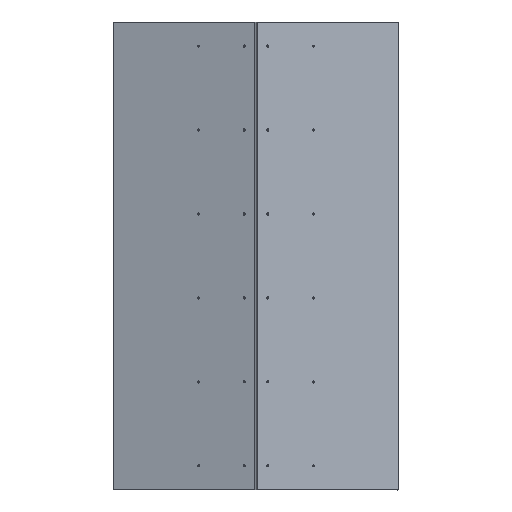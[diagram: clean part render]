
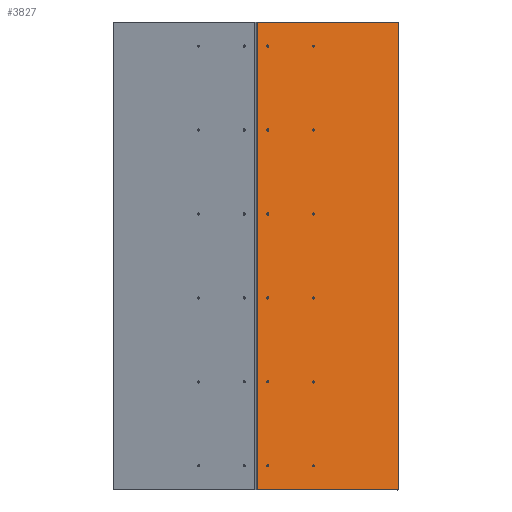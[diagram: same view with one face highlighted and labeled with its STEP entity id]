
A CAD part, top view. The second image highlights one B-rep face of the part: STEP entity #3827.
In plain terms, the highlighted face is planar.
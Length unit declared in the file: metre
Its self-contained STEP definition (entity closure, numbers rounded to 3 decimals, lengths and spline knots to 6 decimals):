
#880=CIRCLE('',#4354,0.001191);
#881=CIRCLE('',#4355,0.001191);
#882=CIRCLE('',#4356,0.001191);
#883=CIRCLE('',#4357,0.001191);
#884=CIRCLE('',#4358,0.001191);
#885=CIRCLE('',#4359,0.001191);
#886=CIRCLE('',#4360,0.001191);
#887=CIRCLE('',#4361,0.001191);
#888=CIRCLE('',#4362,0.001191);
#889=CIRCLE('',#4363,0.001191);
#890=CIRCLE('',#4364,0.001191);
#891=CIRCLE('',#4365,0.001191);
#1636=ORIENTED_EDGE('',*,*,#2069,.T.);
#1637=ORIENTED_EDGE('',*,*,#2070,.T.);
#1638=ORIENTED_EDGE('',*,*,#2071,.T.);
#1639=ORIENTED_EDGE('',*,*,#2072,.T.);
#1640=ORIENTED_EDGE('',*,*,#2073,.T.);
#1641=ORIENTED_EDGE('',*,*,#2074,.T.);
#1642=ORIENTED_EDGE('',*,*,#2075,.T.);
#1643=ORIENTED_EDGE('',*,*,#2076,.T.);
#1644=ORIENTED_EDGE('',*,*,#2077,.T.);
#1645=ORIENTED_EDGE('',*,*,#2078,.T.);
#1646=ORIENTED_EDGE('',*,*,#2079,.T.);
#1647=ORIENTED_EDGE('',*,*,#2080,.T.);
#1648=ORIENTED_EDGE('',*,*,#2081,.T.);
#1649=ORIENTED_EDGE('',*,*,#2068,.F.);
#1650=ORIENTED_EDGE('',*,*,#2082,.F.);
#1651=ORIENTED_EDGE('',*,*,#2083,.T.);
#2068=EDGE_CURVE('',#2394,#2393,#2623,.T.);
#2069=EDGE_CURVE('',#2395,#2395,#880,.T.);
#2070=EDGE_CURVE('',#2396,#2396,#881,.T.);
#2071=EDGE_CURVE('',#2397,#2397,#882,.T.);
#2072=EDGE_CURVE('',#2398,#2398,#883,.T.);
#2073=EDGE_CURVE('',#2399,#2399,#884,.T.);
#2074=EDGE_CURVE('',#2400,#2400,#885,.T.);
#2075=EDGE_CURVE('',#2401,#2401,#886,.T.);
#2076=EDGE_CURVE('',#2402,#2402,#887,.T.);
#2077=EDGE_CURVE('',#2403,#2403,#888,.T.);
#2078=EDGE_CURVE('',#2404,#2404,#889,.T.);
#2079=EDGE_CURVE('',#2405,#2405,#890,.T.);
#2080=EDGE_CURVE('',#2406,#2406,#891,.T.);
#2081=EDGE_CURVE('',#2407,#2393,#2624,.T.);
#2082=EDGE_CURVE('',#2408,#2394,#2625,.T.);
#2083=EDGE_CURVE('',#2408,#2407,#2626,.T.);
#2393=VERTEX_POINT('',#6617);
#2394=VERTEX_POINT('',#6619);
#2395=VERTEX_POINT('',#6623);
#2396=VERTEX_POINT('',#6625);
#2397=VERTEX_POINT('',#6627);
#2398=VERTEX_POINT('',#6629);
#2399=VERTEX_POINT('',#6631);
#2400=VERTEX_POINT('',#6633);
#2401=VERTEX_POINT('',#6635);
#2402=VERTEX_POINT('',#6637);
#2403=VERTEX_POINT('',#6639);
#2404=VERTEX_POINT('',#6641);
#2405=VERTEX_POINT('',#6643);
#2406=VERTEX_POINT('',#6645);
#2407=VERTEX_POINT('',#6647);
#2408=VERTEX_POINT('',#6649);
#2623=LINE('',#6620,#2843);
#2624=LINE('',#6646,#2844);
#2625=LINE('',#6648,#2845);
#2626=LINE('',#6650,#2846);
#2843=VECTOR('',#5499,1.);
#2844=VECTOR('',#5526,1.);
#2845=VECTOR('',#5527,1.);
#2846=VECTOR('',#5528,1.);
#3163=EDGE_LOOP('',(#1636));
#3164=EDGE_LOOP('',(#1637));
#3165=EDGE_LOOP('',(#1638));
#3166=EDGE_LOOP('',(#1639));
#3167=EDGE_LOOP('',(#1640));
#3168=EDGE_LOOP('',(#1641));
#3169=EDGE_LOOP('',(#1642));
#3170=EDGE_LOOP('',(#1643));
#3171=EDGE_LOOP('',(#1644));
#3172=EDGE_LOOP('',(#1645));
#3173=EDGE_LOOP('',(#1646));
#3174=EDGE_LOOP('',(#1647));
#3175=EDGE_LOOP('',(#1648,#1649,#1650,#1651));
#3534=FACE_BOUND('',#3163,.T.);
#3535=FACE_BOUND('',#3164,.T.);
#3536=FACE_BOUND('',#3165,.T.);
#3537=FACE_BOUND('',#3166,.T.);
#3538=FACE_BOUND('',#3167,.T.);
#3539=FACE_BOUND('',#3168,.T.);
#3540=FACE_BOUND('',#3169,.T.);
#3541=FACE_BOUND('',#3170,.T.);
#3542=FACE_BOUND('',#3171,.T.);
#3543=FACE_BOUND('',#3172,.T.);
#3544=FACE_BOUND('',#3173,.T.);
#3545=FACE_BOUND('',#3174,.T.);
#3546=FACE_BOUND('',#3175,.T.);
#3652=PLANE('',#4353);
#3827=ADVANCED_FACE('',(#3534,#3535,#3536,#3537,#3538,#3539,#3540,#3541,
#3542,#3543,#3544,#3545,#3546),#3652,.F.);
#4353=AXIS2_PLACEMENT_3D('',#6621,#5500,#5501);
#4354=AXIS2_PLACEMENT_3D('',#6622,#5502,#5503);
#4355=AXIS2_PLACEMENT_3D('',#6624,#5504,#5505);
#4356=AXIS2_PLACEMENT_3D('',#6626,#5506,#5507);
#4357=AXIS2_PLACEMENT_3D('',#6628,#5508,#5509);
#4358=AXIS2_PLACEMENT_3D('',#6630,#5510,#5511);
#4359=AXIS2_PLACEMENT_3D('',#6632,#5512,#5513);
#4360=AXIS2_PLACEMENT_3D('',#6634,#5514,#5515);
#4361=AXIS2_PLACEMENT_3D('',#6636,#5516,#5517);
#4362=AXIS2_PLACEMENT_3D('',#6638,#5518,#5519);
#4363=AXIS2_PLACEMENT_3D('',#6640,#5520,#5521);
#4364=AXIS2_PLACEMENT_3D('',#6642,#5522,#5523);
#4365=AXIS2_PLACEMENT_3D('',#6644,#5524,#5525);
#5499=DIRECTION('',(0.,-1.,0.));
#5500=DIRECTION('',(0.259,0.,-0.966));
#5501=DIRECTION('',(-0.966,0.,-0.259));
#5502=DIRECTION('',(0.259,0.,-0.966));
#5503=DIRECTION('',(-0.966,0.,-0.259));
#5504=DIRECTION('',(0.259,0.,-0.966));
#5505=DIRECTION('',(-0.966,0.,-0.259));
#5506=DIRECTION('',(0.259,0.,-0.966));
#5507=DIRECTION('',(-0.966,0.,-0.259));
#5508=DIRECTION('',(0.259,0.,-0.966));
#5509=DIRECTION('',(-0.966,0.,-0.259));
#5510=DIRECTION('',(0.259,0.,-0.966));
#5511=DIRECTION('',(-0.966,0.,-0.259));
#5512=DIRECTION('',(0.259,0.,-0.966));
#5513=DIRECTION('',(-0.966,0.,-0.259));
#5514=DIRECTION('',(0.259,0.,-0.966));
#5515=DIRECTION('',(-0.966,0.,-0.259));
#5516=DIRECTION('',(0.259,0.,-0.966));
#5517=DIRECTION('',(-0.966,0.,-0.259));
#5518=DIRECTION('',(0.259,0.,-0.966));
#5519=DIRECTION('',(-0.966,0.,-0.259));
#5520=DIRECTION('',(0.259,0.,-0.966));
#5521=DIRECTION('',(-0.966,0.,-0.259));
#5522=DIRECTION('',(0.259,0.,-0.966));
#5523=DIRECTION('',(-0.966,0.,-0.259));
#5524=DIRECTION('',(0.259,0.,-0.966));
#5525=DIRECTION('',(-0.966,0.,-0.259));
#5526=DIRECTION('',(0.966,0.,0.259));
#5527=DIRECTION('',(0.966,0.,0.259));
#5528=DIRECTION('',(0.,-1.,0.));
#6617=CARTESIAN_POINT('',(-3.648981,0.594075,0.165423));
#6619=CARTESIAN_POINT('',(-3.648981,2.448275,0.165423));
#6620=CARTESIAN_POINT('',(-3.648981,2.448275,0.165423));
#6621=CARTESIAN_POINT('',(-3.928849,2.448275,0.090433));
#6622=CARTESIAN_POINT('',(-3.872704,0.689325,0.105477));
#6623=CARTESIAN_POINT('',(-3.873854,0.689325,0.105169));
#6624=CARTESIAN_POINT('',(-3.872704,1.022065,0.105477));
#6625=CARTESIAN_POINT('',(-3.873854,1.022065,0.105169));
#6626=CARTESIAN_POINT('',(-3.872704,1.354805,0.105477));
#6627=CARTESIAN_POINT('',(-3.873854,1.354805,0.105169));
#6628=CARTESIAN_POINT('',(-3.872704,1.687545,0.105477));
#6629=CARTESIAN_POINT('',(-3.873854,1.687545,0.105169));
#6630=CARTESIAN_POINT('',(-3.872704,2.020285,0.105477));
#6631=CARTESIAN_POINT('',(-3.873854,2.020285,0.105169));
#6632=CARTESIAN_POINT('',(-3.872704,2.353025,0.105477));
#6633=CARTESIAN_POINT('',(-3.873854,2.353025,0.105169));
#6634=CARTESIAN_POINT('',(-3.691762,0.689325,0.15396));
#6635=CARTESIAN_POINT('',(-3.692912,0.689325,0.153652));
#6636=CARTESIAN_POINT('',(-3.691762,1.022065,0.15396));
#6637=CARTESIAN_POINT('',(-3.692912,1.022065,0.153652));
#6638=CARTESIAN_POINT('',(-3.691762,1.354805,0.15396));
#6639=CARTESIAN_POINT('',(-3.692912,1.354805,0.153652));
#6640=CARTESIAN_POINT('',(-3.691762,1.687545,0.15396));
#6641=CARTESIAN_POINT('',(-3.692912,1.687545,0.153652));
#6642=CARTESIAN_POINT('',(-3.691762,2.020285,0.15396));
#6643=CARTESIAN_POINT('',(-3.692912,2.020285,0.153652));
#6644=CARTESIAN_POINT('',(-3.691762,2.353025,0.15396));
#6645=CARTESIAN_POINT('',(-3.692912,2.353025,0.153652));
#6646=CARTESIAN_POINT('',(-3.928849,0.594075,0.090433));
#6647=CARTESIAN_POINT('',(-4.208718,0.594075,0.015442));
#6648=CARTESIAN_POINT('',(-3.928849,2.448275,0.090433));
#6649=CARTESIAN_POINT('',(-4.208718,2.448275,0.015442));
#6650=CARTESIAN_POINT('',(-4.208718,2.448275,0.015442));
